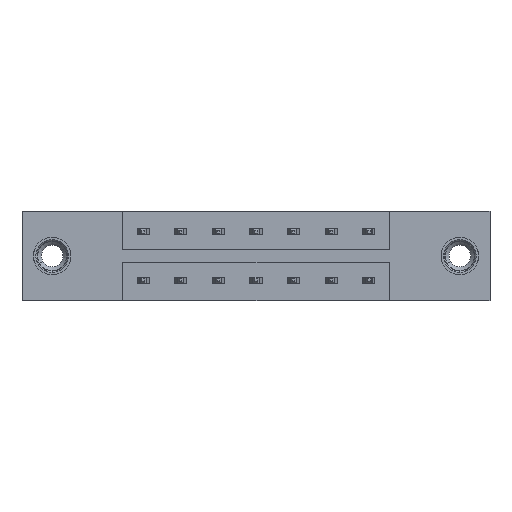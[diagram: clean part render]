
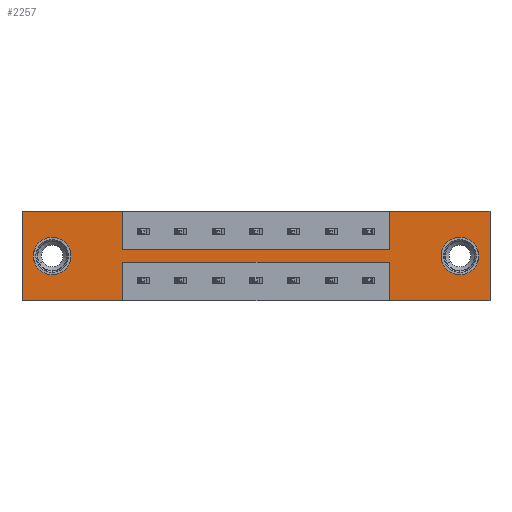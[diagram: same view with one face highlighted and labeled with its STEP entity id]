
A CAD part, front view. The second image highlights one B-rep face of the part: STEP entity #2257.
In plain terms, the highlighted planar face has unit normal (0, -1, 0).
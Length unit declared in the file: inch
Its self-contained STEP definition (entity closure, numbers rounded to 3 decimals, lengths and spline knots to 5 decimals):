
#218 = AXIS2_PLACEMENT_3D ( 'NONE', #6788, #2047, #7558 ) ;
#260 = EDGE_CURVE ( 'NONE', #3528, #3322, #8846, .T. ) ;
#307 = VECTOR ( 'NONE', #468, 39.37008 ) ;
#344 = VERTEX_POINT ( 'NONE', #9725 ) ;
#468 = DIRECTION ( 'NONE',  ( 0., 0., 1. ) ) ;
#632 = ORIENTED_EDGE ( 'NONE', *, *, #8421, .F. ) ;
#824 = CIRCLE ( 'NONE', #8004, 0.078 ) ;
#860 = EDGE_LOOP ( 'NONE', ( #632, #6954, #9020, #901, #3005, #7202, #1150, #5370, #7434, #1401, #3480, #5616 ) ) ;
#901 = ORIENTED_EDGE ( 'NONE', *, *, #9969, .F. ) ;
#940 = VERTEX_POINT ( 'NONE', #8278 ) ;
#1150 = ORIENTED_EDGE ( 'NONE', *, *, #6872, .F. ) ;
#1174 = CARTESIAN_POINT ( 'NONE',  ( 0., 0., -0.37 ) ) ;
#1255 = EDGE_CURVE ( 'NONE', #6155, #7940, #7124, .T. ) ;
#1401 = ORIENTED_EDGE ( 'NONE', *, *, #260, .F. ) ;
#1660 = LINE ( 'NONE', #7484, #7679 ) ;
#1917 = EDGE_LOOP ( 'NONE', ( #4342, #6457 ) ) ;
#1918 = EDGE_CURVE ( 'NONE', #5725, #10166, #6479, .T. ) ;
#1979 = DIRECTION ( 'NONE',  ( -1., 0., 0. ) ) ;
#2025 = CARTESIAN_POINT ( 'NONE',  ( 0.125, 0., -0.185 ) ) ;
#2047 = DIRECTION ( 'NONE',  ( 0., 1., 0. ) ) ;
#2076 = VECTOR ( 'NONE', #7752, 39.37008 ) ;
#2227 = VECTOR ( 'NONE', #8690, 39.37008 ) ;
#2257 = ADVANCED_FACE ( 'NONE', ( #6737, #8800, #2772 ), #2453, .T. ) ;
#2264 = DIRECTION ( 'NONE',  ( 0., 0., -1. ) ) ;
#2429 = VERTEX_POINT ( 'NONE', #6802 ) ;
#2453 = PLANE ( 'NONE',  #7305 ) ;
#2497 = LINE ( 'NONE', #6850, #6450 ) ;
#2511 = ORIENTED_EDGE ( 'NONE', *, *, #4082, .T. ) ;
#2601 = VERTEX_POINT ( 'NONE', #8544 ) ;
#2704 = DIRECTION ( 'NONE',  ( 1., 0., 0. ) ) ;
#2772 = FACE_OUTER_BOUND ( 'NONE', #860, .T. ) ;
#2825 = DIRECTION ( 'NONE',  ( 0., 0., 1. ) ) ;
#2933 = CARTESIAN_POINT ( 'NONE',  ( 1.5225, 0., 0. ) ) ;
#3005 = ORIENTED_EDGE ( 'NONE', *, *, #7919, .F. ) ;
#3215 = CARTESIAN_POINT ( 'NONE',  ( 1.815, 0., -0.185 ) ) ;
#3271 = CARTESIAN_POINT ( 'NONE',  ( 0.4175, 0., -0.37 ) ) ;
#3298 = DIRECTION ( 'NONE',  ( 0., 1., 0. ) ) ;
#3322 = VERTEX_POINT ( 'NONE', #8534 ) ;
#3333 = CARTESIAN_POINT ( 'NONE',  ( 0., 0., 0. ) ) ;
#3462 = VECTOR ( 'NONE', #5033, 39.37008 ) ;
#3480 = ORIENTED_EDGE ( 'NONE', *, *, #6335, .F. ) ;
#3528 = VERTEX_POINT ( 'NONE', #3271 ) ;
#3539 = DIRECTION ( 'NONE',  ( 0., 0., -1. ) ) ;
#3915 = AXIS2_PLACEMENT_3D ( 'NONE', #2025, #7538, #2825 ) ;
#3965 = LINE ( 'NONE', #7777, #8167 ) ;
#3997 = DIRECTION ( 'NONE',  ( 0., 0., -1. ) ) ;
#3999 = VERTEX_POINT ( 'NONE', #7986 ) ;
#4020 = VECTOR ( 'NONE', #6525, 39.37008 ) ;
#4034 = CARTESIAN_POINT ( 'NONE',  ( 0., 0., 0. ) ) ;
#4067 = CIRCLE ( 'NONE', #3915, 0.078 ) ;
#4082 = EDGE_CURVE ( 'NONE', #2429, #2601, #4067, .T. ) ;
#4115 = CARTESIAN_POINT ( 'NONE',  ( 0.4175, 0., -0.2115 ) ) ;
#4321 = VECTOR ( 'NONE', #2704, 39.37008 ) ;
#4342 = ORIENTED_EDGE ( 'NONE', *, *, #8957, .T. ) ;
#4432 = CARTESIAN_POINT ( 'NONE',  ( 1.5225, 0., -0.2115 ) ) ;
#4459 = EDGE_CURVE ( 'NONE', #8772, #344, #5834, .T. ) ;
#4610 = ORIENTED_EDGE ( 'NONE', *, *, #9893, .T. ) ;
#4705 = CARTESIAN_POINT ( 'NONE',  ( 0., 0., 0. ) ) ;
#4805 = CARTESIAN_POINT ( 'NONE',  ( 1.815, 0., -0.107 ) ) ;
#4824 = LINE ( 'NONE', #4432, #307 ) ;
#4879 = DIRECTION ( 'NONE',  ( 0., 0., -1. ) ) ;
#5033 = DIRECTION ( 'NONE',  ( 1., 0., 0. ) ) ;
#5370 = ORIENTED_EDGE ( 'NONE', *, *, #4459, .F. ) ;
#5616 = ORIENTED_EDGE ( 'NONE', *, *, #5821, .F. ) ;
#5684 = LINE ( 'NONE', #4115, #7514 ) ;
#5725 = VERTEX_POINT ( 'NONE', #8770 ) ;
#5821 = EDGE_CURVE ( 'NONE', #940, #8327, #5684, .T. ) ;
#5825 = CARTESIAN_POINT ( 'NONE',  ( 0., 0., 0. ) ) ;
#5834 = LINE ( 'NONE', #5825, #3462 ) ;
#5849 = CARTESIAN_POINT ( 'NONE',  ( 0.4175, 0., -0.1585 ) ) ;
#6072 = VECTOR ( 'NONE', #7862, 39.37008 ) ;
#6155 = VERTEX_POINT ( 'NONE', #9866 ) ;
#6236 = VECTOR ( 'NONE', #1979, 39.37008 ) ;
#6314 = LINE ( 'NONE', #4705, #6072 ) ;
#6335 = EDGE_CURVE ( 'NONE', #8327, #3528, #3965, .T. ) ;
#6439 = LINE ( 'NONE', #5849, #4321 ) ;
#6450 = VECTOR ( 'NONE', #7625, 39.37008 ) ;
#6457 = ORIENTED_EDGE ( 'NONE', *, *, #1255, .T. ) ;
#6479 = LINE ( 'NONE', #1174, #6236 ) ;
#6518 = DIRECTION ( 'NONE',  ( -1., 0., 0. ) ) ;
#6525 = DIRECTION ( 'NONE',  ( 1., 0., 0. ) ) ;
#6603 = CARTESIAN_POINT ( 'NONE',  ( 1.94, 0., 0. ) ) ;
#6668 = CARTESIAN_POINT ( 'NONE',  ( 1.5225, 0., -0.37 ) ) ;
#6737 = FACE_BOUND ( 'NONE', #1917, .T. ) ;
#6788 = CARTESIAN_POINT ( 'NONE',  ( 1.815, 0., -0.185 ) ) ;
#6802 = CARTESIAN_POINT ( 'NONE',  ( 0.125, 0., -0.107 ) ) ;
#6850 = CARTESIAN_POINT ( 'NONE',  ( 1.94, 0., 0. ) ) ;
#6872 = EDGE_CURVE ( 'NONE', #344, #7733, #1660, .T. ) ;
#6954 = ORIENTED_EDGE ( 'NONE', *, *, #1918, .F. ) ;
#6982 = EDGE_CURVE ( 'NONE', #9609, #5725, #2497, .T. ) ;
#7124 = CIRCLE ( 'NONE', #7942, 0.078 ) ;
#7164 = EDGE_CURVE ( 'NONE', #3322, #8772, #6314, .T. ) ;
#7202 = ORIENTED_EDGE ( 'NONE', *, *, #7386, .F. ) ;
#7211 = CARTESIAN_POINT ( 'NONE',  ( 0., 0., -0.37 ) ) ;
#7305 = AXIS2_PLACEMENT_3D ( 'NONE', #7211, #9567, #4879 ) ;
#7386 = EDGE_CURVE ( 'NONE', #7733, #3999, #6439, .T. ) ;
#7434 = ORIENTED_EDGE ( 'NONE', *, *, #7164, .F. ) ;
#7479 = CARTESIAN_POINT ( 'NONE',  ( 0., 0., -0.37 ) ) ;
#7484 = CARTESIAN_POINT ( 'NONE',  ( 0.4175, 0., -0.1585 ) ) ;
#7500 = CARTESIAN_POINT ( 'NONE',  ( 0.4175, 0., -0.2115 ) ) ;
#7514 = VECTOR ( 'NONE', #6518, 39.37008 ) ;
#7538 = DIRECTION ( 'NONE',  ( 0., 1., 0. ) ) ;
#7558 = DIRECTION ( 'NONE',  ( 0., 0., -1. ) ) ;
#7625 = DIRECTION ( 'NONE',  ( 0., 0., -1. ) ) ;
#7653 = VERTEX_POINT ( 'NONE', #2933 ) ;
#7679 = VECTOR ( 'NONE', #3539, 39.37008 ) ;
#7733 = VERTEX_POINT ( 'NONE', #9321 ) ;
#7752 = DIRECTION ( 'NONE',  ( -1., 0., 0. ) ) ;
#7777 = CARTESIAN_POINT ( 'NONE',  ( 0.4175, 0., -0.2115 ) ) ;
#7862 = DIRECTION ( 'NONE',  ( 0., 0., 1. ) ) ;
#7919 = EDGE_CURVE ( 'NONE', #3999, #7653, #8492, .T. ) ;
#7923 = CARTESIAN_POINT ( 'NONE',  ( 1.5225, 0., -0.1585 ) ) ;
#7940 = VERTEX_POINT ( 'NONE', #4805 ) ;
#7942 = AXIS2_PLACEMENT_3D ( 'NONE', #3215, #8718, #3997 ) ;
#7986 = CARTESIAN_POINT ( 'NONE',  ( 1.5225, 0., -0.1585 ) ) ;
#8004 = AXIS2_PLACEMENT_3D ( 'NONE', #8023, #3298, #8809 ) ;
#8023 = CARTESIAN_POINT ( 'NONE',  ( 0.125, 0., -0.185 ) ) ;
#8167 = VECTOR ( 'NONE', #2264, 39.37008 ) ;
#8278 = CARTESIAN_POINT ( 'NONE',  ( 1.5225, 0., -0.2115 ) ) ;
#8327 = VERTEX_POINT ( 'NONE', #7500 ) ;
#8421 = EDGE_CURVE ( 'NONE', #10166, #940, #4824, .T. ) ;
#8453 = LINE ( 'NONE', #3333, #4020 ) ;
#8492 = LINE ( 'NONE', #7923, #2227 ) ;
#8534 = CARTESIAN_POINT ( 'NONE',  ( 0., 0., -0.37 ) ) ;
#8544 = CARTESIAN_POINT ( 'NONE',  ( 0.125, 0., -0.263 ) ) ;
#8690 = DIRECTION ( 'NONE',  ( 0., 0., 1. ) ) ;
#8718 = DIRECTION ( 'NONE',  ( 0., 1., 0. ) ) ;
#8770 = CARTESIAN_POINT ( 'NONE',  ( 1.94, 0., -0.37 ) ) ;
#8772 = VERTEX_POINT ( 'NONE', #4034 ) ;
#8800 = FACE_BOUND ( 'NONE', #8865, .T. ) ;
#8809 = DIRECTION ( 'NONE',  ( 0., 0., 1. ) ) ;
#8846 = LINE ( 'NONE', #7479, #2076 ) ;
#8865 = EDGE_LOOP ( 'NONE', ( #2511, #4610 ) ) ;
#8957 = EDGE_CURVE ( 'NONE', #7940, #6155, #9595, .T. ) ;
#9020 = ORIENTED_EDGE ( 'NONE', *, *, #6982, .F. ) ;
#9321 = CARTESIAN_POINT ( 'NONE',  ( 0.4175, 0., -0.1585 ) ) ;
#9567 = DIRECTION ( 'NONE',  ( 0., -1., 0. ) ) ;
#9595 = CIRCLE ( 'NONE', #218, 0.078 ) ;
#9609 = VERTEX_POINT ( 'NONE', #6603 ) ;
#9725 = CARTESIAN_POINT ( 'NONE',  ( 0.4175, 0., 0. ) ) ;
#9866 = CARTESIAN_POINT ( 'NONE',  ( 1.815, 0., -0.263 ) ) ;
#9893 = EDGE_CURVE ( 'NONE', #2601, #2429, #824, .T. ) ;
#9969 = EDGE_CURVE ( 'NONE', #7653, #9609, #8453, .T. ) ;
#10166 = VERTEX_POINT ( 'NONE', #6668 ) ;
